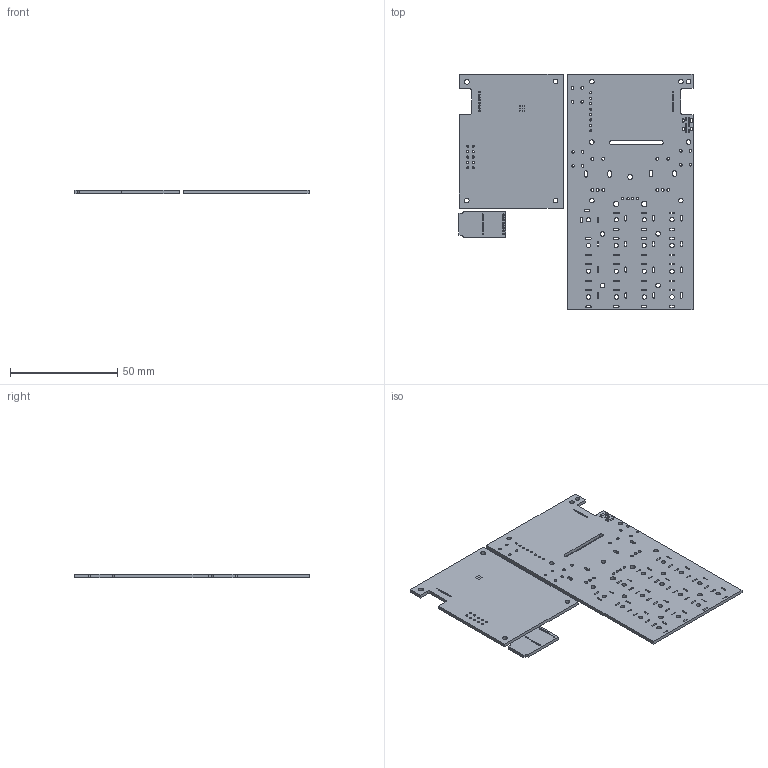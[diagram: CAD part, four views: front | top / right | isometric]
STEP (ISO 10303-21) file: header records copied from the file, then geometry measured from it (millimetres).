
FILE_DESCRIPTION(('KiCad electronic assembly'),'2;1');
FILE_NAME('EuroClack - Green_Screen_2350.step','2025-04-22T17:26:56',( 'Pcbnew'),('Kicad'),'Open CASCADE STEP processor 7.8', 'KiCad to STEP converter','Unknown');
FILE_SCHEMA(('AUTOMOTIVE_DESIGN { 1 0 10303 214 1 1 1 1 }'));
Length unit declared in the file: millimetre
Products named in the file (4): EuroClack - Green_Screen_2350 1; EuroClack - Green_Screen_2350_PCB_1; EuroClack - Green_Screen_2350_PCB_2; EuroClack - Green_Screen_2350_PCB_3
Assembly tree (3 placements, depth 2):
  EuroClack - Green_Screen_2350 1
    EuroClack - Green_Screen_2350_PCB_1
    EuroClack - Green_Screen_2350_PCB_2
    EuroClack - Green_Screen_2350_PCB_3
Bounding box: 109.2 x 110 x 1.51 mm (x, y, z)
Volume: 13997.9 mm3; surface area: 20820.7 mm2
Topology: 3 solids, 3 shells, 395 faces, 1167 edges, 778 vertices
Faces by surface type: cylinder 253, plane 142
Full cylindrical faces by diameter (mm): 0.25 x9, 0.45 x14, 0.65 x16, 0.7 x16, 1 x18, 1.1 x4, 1.2 x12, 1.3 x10, 2 x16, 2.1 x11, 2.2 x5, 2.5 x2
Entity records: 14252 total; most frequent: DIRECTION 2471, CARTESIAN_POINT 2344, ORIENTED_EDGE 2334, EDGE_CURVE 1167, AXIS2_PLACEMENT_3D 905, VERTEX_POINT 778, FACE_BOUND 775, EDGE_LOOP 775
